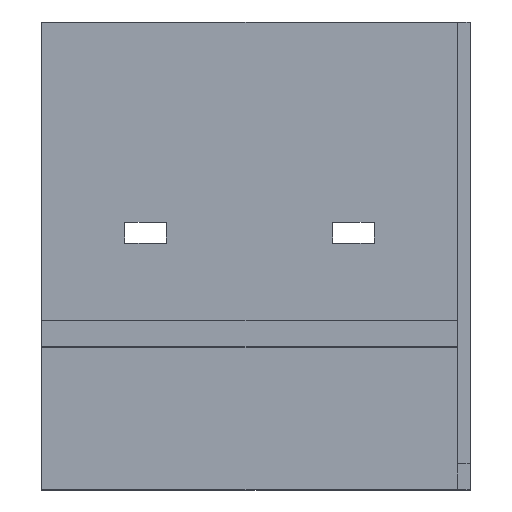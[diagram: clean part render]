
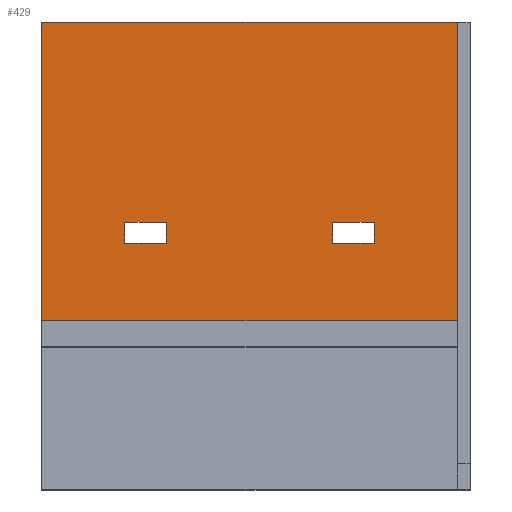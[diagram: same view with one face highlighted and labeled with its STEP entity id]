
A CAD part, top view. The second image highlights one B-rep face of the part: STEP entity #429.
In plain terms, the highlighted planar face has unit normal (0, 0, 1).
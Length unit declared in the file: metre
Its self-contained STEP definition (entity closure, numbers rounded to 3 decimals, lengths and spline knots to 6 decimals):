
#32=ORIENTED_EDGE('',*,*,#151,.F.);
#33=ORIENTED_EDGE('',*,*,#147,.F.);
#34=ORIENTED_EDGE('',*,*,#152,.F.);
#35=ORIENTED_EDGE('',*,*,#153,.T.);
#36=ORIENTED_EDGE('',*,*,#154,.F.);
#37=ORIENTED_EDGE('',*,*,#155,.T.);
#38=ORIENTED_EDGE('',*,*,#156,.T.);
#39=ORIENTED_EDGE('',*,*,#157,.F.);
#40=ORIENTED_EDGE('',*,*,#158,.F.);
#41=ORIENTED_EDGE('',*,*,#159,.T.);
#42=ORIENTED_EDGE('',*,*,#160,.T.);
#43=ORIENTED_EDGE('',*,*,#161,.F.);
#147=EDGE_CURVE('',#206,#207,#247,.T.);
#151=EDGE_CURVE('',#207,#210,#251,.T.);
#152=EDGE_CURVE('',#211,#206,#252,.T.);
#153=EDGE_CURVE('',#211,#210,#253,.T.);
#154=EDGE_CURVE('',#212,#213,#254,.T.);
#155=EDGE_CURVE('',#212,#214,#255,.T.);
#156=EDGE_CURVE('',#214,#215,#256,.T.);
#157=EDGE_CURVE('',#213,#215,#257,.T.);
#158=EDGE_CURVE('',#216,#217,#258,.T.);
#159=EDGE_CURVE('',#216,#218,#259,.T.);
#160=EDGE_CURVE('',#218,#219,#260,.T.);
#161=EDGE_CURVE('',#217,#219,#261,.T.);
#206=VERTEX_POINT('',#622);
#207=VERTEX_POINT('',#624);
#210=VERTEX_POINT('',#632);
#211=VERTEX_POINT('',#634);
#212=VERTEX_POINT('',#637);
#213=VERTEX_POINT('',#638);
#214=VERTEX_POINT('',#640);
#215=VERTEX_POINT('',#642);
#216=VERTEX_POINT('',#645);
#217=VERTEX_POINT('',#646);
#218=VERTEX_POINT('',#648);
#219=VERTEX_POINT('',#650);
#247=LINE('',#623,#307);
#251=LINE('',#631,#311);
#252=LINE('',#633,#312);
#253=LINE('',#635,#313);
#254=LINE('',#636,#314);
#255=LINE('',#639,#315);
#256=LINE('',#641,#316);
#257=LINE('',#643,#317);
#258=LINE('',#644,#318);
#259=LINE('',#647,#319);
#260=LINE('',#649,#320);
#261=LINE('',#651,#321);
#307=VECTOR('',#506,1.);
#311=VECTOR('',#512,1.);
#312=VECTOR('',#513,1.);
#313=VECTOR('',#514,1.);
#314=VECTOR('',#515,1.);
#315=VECTOR('',#516,1.);
#316=VECTOR('',#517,1.);
#317=VECTOR('',#518,1.);
#318=VECTOR('',#519,1.);
#319=VECTOR('',#520,1.);
#320=VECTOR('',#521,1.);
#321=VECTOR('',#522,1.);
#355=EDGE_LOOP('',(#32,#33,#34,#35));
#356=EDGE_LOOP('',(#36,#37,#38,#39));
#357=EDGE_LOOP('',(#40,#41,#42,#43));
#381=FACE_BOUND('',#355,.T.);
#382=FACE_BOUND('',#356,.T.);
#383=FACE_BOUND('',#357,.T.);
#407=PLANE('',#464);
#429=ADVANCED_FACE('',(#381,#382,#383),#407,.T.);
#464=AXIS2_PLACEMENT_3D('',#630,#510,#511);
#506=DIRECTION('',(0.,-1.,0.));
#510=DIRECTION('',(0.,0.,1.));
#511=DIRECTION('',(1.,0.,0.));
#512=DIRECTION('',(-1.,0.,0.));
#513=DIRECTION('',(1.,0.,0.));
#514=DIRECTION('',(0.,-1.,0.));
#515=DIRECTION('',(0.,-1.,0.));
#516=DIRECTION('',(1.,0.,0.));
#517=DIRECTION('',(0.,-1.,0.));
#518=DIRECTION('',(1.,0.,0.));
#519=DIRECTION('',(0.,-1.,0.));
#520=DIRECTION('',(1.,0.,0.));
#521=DIRECTION('',(0.,-1.,0.));
#522=DIRECTION('',(1.,0.,0.));
#622=CARTESIAN_POINT('',(0.105931,0.142764,0.00635));
#623=CARTESIAN_POINT('',(0.105931,-0.018315,0.00635));
#624=CARTESIAN_POINT('',(0.105931,-0.003286,0.00635));
#630=CARTESIAN_POINT('',(0.007506,0.028464,0.00635));
#631=CARTESIAN_POINT('',(0.004331,-0.003286,0.00635));
#632=CARTESIAN_POINT('',(-0.097269,-0.003286,0.00635));
#633=CARTESIAN_POINT('',(0.007506,0.142764,0.00635));
#634=CARTESIAN_POINT('',(-0.097269,0.142764,0.00635));
#635=CARTESIAN_POINT('',(-0.097269,0.028464,0.00635));
#636=CARTESIAN_POINT('',(0.044971,0.039894,0.00635));
#637=CARTESIAN_POINT('',(0.044971,0.044974,0.00635));
#638=CARTESIAN_POINT('',(0.044971,0.034814,0.00635));
#639=CARTESIAN_POINT('',(0.055131,0.044974,0.00635));
#640=CARTESIAN_POINT('',(0.065291,0.044974,0.00635));
#641=CARTESIAN_POINT('',(0.065291,0.039894,0.00635));
#642=CARTESIAN_POINT('',(0.065291,0.034814,0.00635));
#643=CARTESIAN_POINT('',(0.055131,0.034814,0.00635));
#644=CARTESIAN_POINT('',(-0.056629,0.039894,0.00635));
#645=CARTESIAN_POINT('',(-0.056629,0.044974,0.00635));
#646=CARTESIAN_POINT('',(-0.056629,0.034814,0.00635));
#647=CARTESIAN_POINT('',(-0.046469,0.044974,0.00635));
#648=CARTESIAN_POINT('',(-0.036309,0.044974,0.00635));
#649=CARTESIAN_POINT('',(-0.036309,0.039894,0.00635));
#650=CARTESIAN_POINT('',(-0.036309,0.034814,0.00635));
#651=CARTESIAN_POINT('',(-0.046469,0.034814,0.00635));
